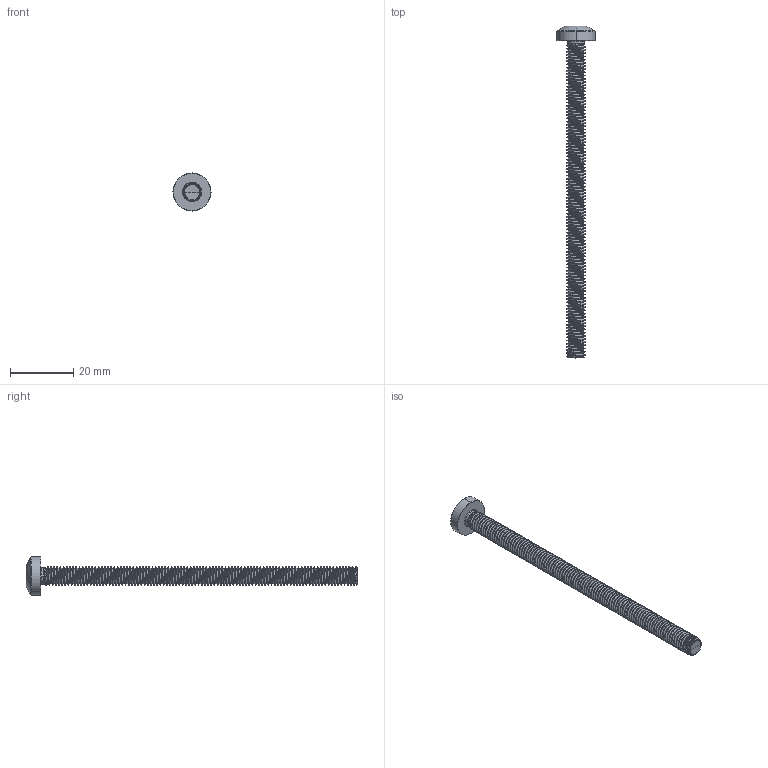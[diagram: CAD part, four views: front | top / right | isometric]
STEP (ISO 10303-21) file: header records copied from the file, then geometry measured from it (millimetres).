
FILE_DESCRIPTION (( 'STEP AP203' ), '1' );
FILE_NAME ('STM390601000.STEP', '2020-12-23T19:01:01', ( '' ), ( '' ), 'SwSTEP 2.0', 'SolidWorks 2015', '' );
FILE_SCHEMA (( 'CONFIG_CONTROL_DESIGN' ));
Products named in the file (2): STM390601000
Bounding box: 12 x 104.6 x 12 mm (x, y, z)
Volume: 2678.3 mm3; surface area: 3216 mm2
Topology: 1 solids, 1 shells, 270 faces, 768 edges, 500 vertices
Faces by surface type: cylinder 219, bspline 18, torus 13, cone 13, sphere 4, plane 3
Entity records: 59348 total; most frequent: CARTESIAN_POINT 53578, ORIENTED_EDGE 1524, DIRECTION 858, EDGE_CURVE 762, VERTEX_POINT 498, AXIS2_PLACEMENT_3D 315, EDGE_LOOP 270, ADVANCED_FACE 268
